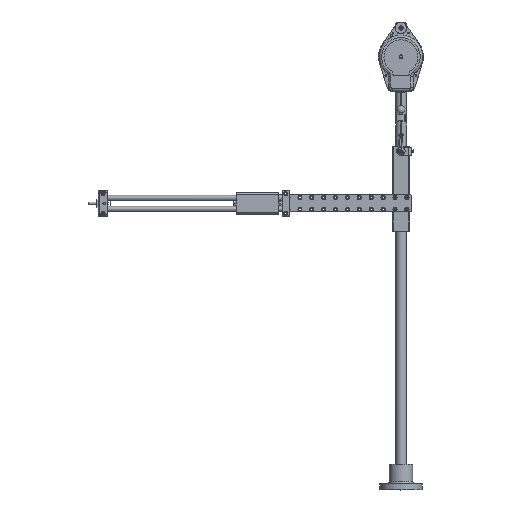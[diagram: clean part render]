
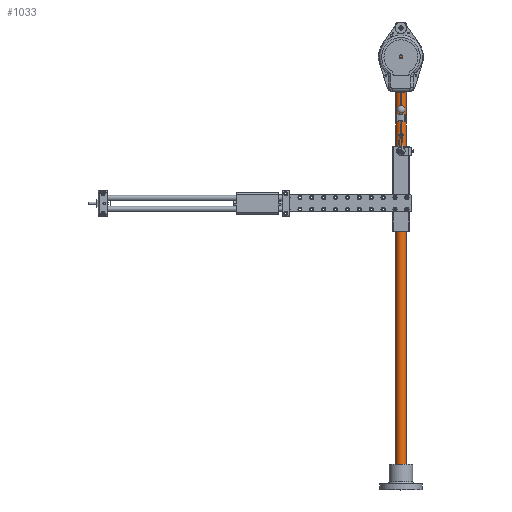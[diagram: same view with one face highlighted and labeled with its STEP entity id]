
A CAD part, top view. The second image highlights one B-rep face of the part: STEP entity #1033.
In plain terms, the highlighted cylindrical face has radius 12.5 mm (diameter 25 mm), a partial arc.
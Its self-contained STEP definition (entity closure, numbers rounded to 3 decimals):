
#888=CARTESIAN_POINT('',(12.5,3.,0.));
#889=CARTESIAN_POINT('',(12.5,3.,1.238));
#890=CARTESIAN_POINT('',(12.132,3.002,3.757));
#891=CARTESIAN_POINT('',(10.384,3.001,7.334));
#892=CARTESIAN_POINT('',(7.557,3.,10.225));
#893=CARTESIAN_POINT('',(3.974,3.,12.075));
#894=CARTESIAN_POINT('',(0.01,3.,12.711));
#895=CARTESIAN_POINT('',(-3.954,3.001,12.081));
#896=CARTESIAN_POINT('',(-7.535,2.999,10.241));
#897=CARTESIAN_POINT('',(-10.372,3.004,7.351));
#898=CARTESIAN_POINT('',(-12.127,2.997,3.775));
#899=CARTESIAN_POINT('',(-12.5,3.,1.245));
#900=CARTESIAN_POINT('',(-12.5,3.,
0.));
#902=CARTESIAN_POINT('',(-12.5,1070.,0.));
#903=CARTESIAN_POINT('',(-12.5,1070.,1.245));
#904=CARTESIAN_POINT('',(-12.127,1070.003,3.775));
#905=CARTESIAN_POINT('',(-10.372,1069.996,7.351));
#906=CARTESIAN_POINT('',(-7.535,1070.001,10.241));
#907=CARTESIAN_POINT('',(-3.954,1069.999,12.081));
#908=CARTESIAN_POINT('',(0.01,1070.,12.711));
#909=CARTESIAN_POINT('',(3.974,1070.,12.075));
#910=CARTESIAN_POINT('',(7.557,1070.,10.225));
#911=CARTESIAN_POINT('',(10.384,1069.999,7.334));
#912=CARTESIAN_POINT('',(12.132,1069.998,3.757));
#913=CARTESIAN_POINT('',(12.5,1070.,1.238));
#914=CARTESIAN_POINT('',(12.5,1070.,0.));
#916=DIRECTION('',(0.,-1.,0.));
#917=VECTOR('',#916,1067.);
#918=CARTESIAN_POINT('',(12.5,1070.,0.));
#919=LINE('',#918,#917);
#920=CARTESIAN_POINT('',(-12.5,3.,
0.));
#932=CARTESIAN_POINT('',(12.5,3.,0.));
#934=CARTESIAN_POINT('',(12.5,1070.,0.));
#946=CARTESIAN_POINT('',(-12.5,1070.,0.));
#948=DIRECTION('',(0.,-1.,0.));
#949=VECTOR('',#948,1067.);
#950=CARTESIAN_POINT('',(-12.5,1070.,0.));
#951=LINE('',#950,#949);
#954=VERTEX_POINT('',#920);
#955=VERTEX_POINT('',#932);
#956=VERTEX_POINT('',#934);
#957=VERTEX_POINT('',#946);
#1019=CARTESIAN_POINT('',(0.,1071.,0.));
#1020=DIRECTION('',(0.,-1.,0.));
#1021=DIRECTION('',(-1.,0.,0.));
#1022=AXIS2_PLACEMENT_3D('',#1019,#1020,#1021);
#1023=CYLINDRICAL_SURFACE('',#1022,12.5);
#1024=ORIENTED_EDGE('',*,*,#1006,.T.);
#1026=ORIENTED_EDGE('',*,*,#1025,.F.);
#1028=ORIENTED_EDGE('',*,*,#1027,.T.);
#1030=ORIENTED_EDGE('',*,*,#1029,.T.);
#1031=EDGE_LOOP('',(#1024,#1026,#1028,#1030));
#1032=FACE_OUTER_BOUND('',#1031,.F.);
#1033=ADVANCED_FACE('',(#1032),#1023,.T.);
#901=B_SPLINE_CURVE_WITH_KNOTS('',3,(#888,#889,#890,#891,#892,#893,#894,#895,
#896,#897,#898,#899,#900),.UNSPECIFIED.,.F.,.F.,(4,1,1,1,1,1,1,1,1,1,4),(0.,
0.1,0.2,0.3,0.4,0.5,0.6,0.7,0.8,0.9,1.),.UNSPECIFIED.);
#915=B_SPLINE_CURVE_WITH_KNOTS('',3,(#902,#903,#904,#905,#906,#907,#908,#909,
#910,#911,#912,#913,#914),.UNSPECIFIED.,.F.,.F.,(4,1,1,1,1,1,1,1,1,1,4),(0.,
0.1,0.2,0.3,0.4,0.5,0.6,0.7,0.8,0.9,1.),.UNSPECIFIED.);
#1006=EDGE_CURVE('',#955,#954,#901,.T.);
#1025=EDGE_CURVE('',#957,#954,#951,.T.);
#1027=EDGE_CURVE('',#957,#956,#915,.T.);
#1029=EDGE_CURVE('',#956,#955,#919,.T.);
